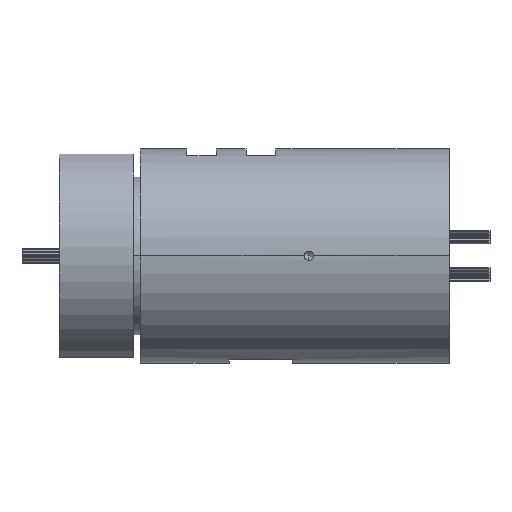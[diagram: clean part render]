
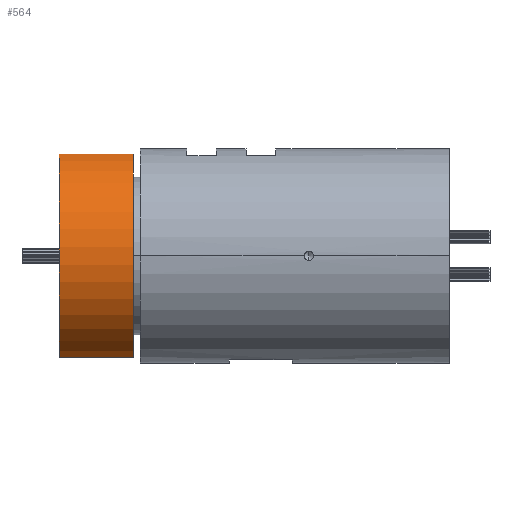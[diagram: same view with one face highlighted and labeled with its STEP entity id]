
A CAD part, top view. The second image highlights one B-rep face of the part: STEP entity #564.
In plain terms, the highlighted cylindrical face has radius 58 mm (diameter 116 mm), a partial arc.
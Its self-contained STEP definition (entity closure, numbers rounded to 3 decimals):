
#27 = DIRECTION ( 'NONE',  ( 0., 0., -1. ) ) ;
#141 = DIRECTION ( 'NONE',  ( 0., 0., -1. ) ) ;
#158 = DIRECTION ( 'NONE',  ( 1., 0., 0. ) ) ;
#161 = VECTOR ( 'NONE', #1915, 1000. ) ;
#225 = LINE ( 'NONE', #3763, #1153 ) ;
#379 = EDGE_CURVE ( 'NONE', #1150, #1586, #3755, .T. ) ;
#451 = VERTEX_POINT ( 'NONE', #1610 ) ;
#564 = ADVANCED_FACE ( 'NONE', ( #2563 ), #3655, .T. ) ;
#726 = EDGE_CURVE ( 'NONE', #451, #1150, #225, .T. ) ;
#740 = CARTESIAN_POINT ( 'NONE',  ( 0., -55., 18.412 ) ) ;
#849 = DIRECTION ( 'NONE',  ( 1., 0., 0. ) ) ;
#1029 = AXIS2_PLACEMENT_3D ( 'NONE', #2239, #158, #2585 ) ;
#1150 = VERTEX_POINT ( 'NONE', #3340 ) ;
#1153 = VECTOR ( 'NONE', #1765, 1000. ) ;
#1586 = VERTEX_POINT ( 'NONE', #740 ) ;
#1610 = CARTESIAN_POINT ( 'NONE',  ( 40., 55., 18.412 ) ) ;
#1726 = CIRCLE ( 'NONE', #1029, 58. ) ;
#1765 = DIRECTION ( 'NONE',  ( -1., 0., 0. ) ) ;
#1915 = DIRECTION ( 'NONE',  ( -1., 0., 0. ) ) ;
#2041 = ORIENTED_EDGE ( 'NONE', *, *, #2945, .F. ) ;
#2100 = LINE ( 'NONE', #2270, #161 ) ;
#2239 = CARTESIAN_POINT ( 'NONE',  ( 40., 0., 0. ) ) ;
#2270 = CARTESIAN_POINT ( 'NONE',  ( 210.801, -55., 18.412 ) ) ;
#2345 = ORIENTED_EDGE ( 'NONE', *, *, #726, .T. ) ;
#2409 = VERTEX_POINT ( 'NONE', #2567 ) ;
#2563 = FACE_OUTER_BOUND ( 'NONE', #3217, .T. ) ;
#2567 = CARTESIAN_POINT ( 'NONE',  ( 40., -55., 18.412 ) ) ;
#2585 = DIRECTION ( 'NONE',  ( 0., 0., -1. ) ) ;
#2780 = ORIENTED_EDGE ( 'NONE', *, *, #379, .T. ) ;
#2945 = EDGE_CURVE ( 'NONE', #451, #2409, #1726, .T. ) ;
#3091 = ORIENTED_EDGE ( 'NONE', *, *, #4103, .F. ) ;
#3217 = EDGE_LOOP ( 'NONE', ( #2780, #3091, #2041, #2345 ) ) ;
#3227 = AXIS2_PLACEMENT_3D ( 'NONE', #4370, #3345, #27 ) ;
#3310 = CARTESIAN_POINT ( 'NONE',  ( 0., 0., 0. ) ) ;
#3340 = CARTESIAN_POINT ( 'NONE',  ( 0., 55., 18.412 ) ) ;
#3345 = DIRECTION ( 'NONE',  ( 1., 0., 0. ) ) ;
#3655 = CYLINDRICAL_SURFACE ( 'NONE', #3227, 58. ) ;
#3755 = CIRCLE ( 'NONE', #4036, 58. ) ;
#3763 = CARTESIAN_POINT ( 'NONE',  ( 210.801, 55., 18.412 ) ) ;
#4036 = AXIS2_PLACEMENT_3D ( 'NONE', #3310, #849, #141 ) ;
#4103 = EDGE_CURVE ( 'NONE', #2409, #1586, #2100, .T. ) ;
#4370 = CARTESIAN_POINT ( 'NONE',  ( 210.8, 0., 0. ) ) ;
